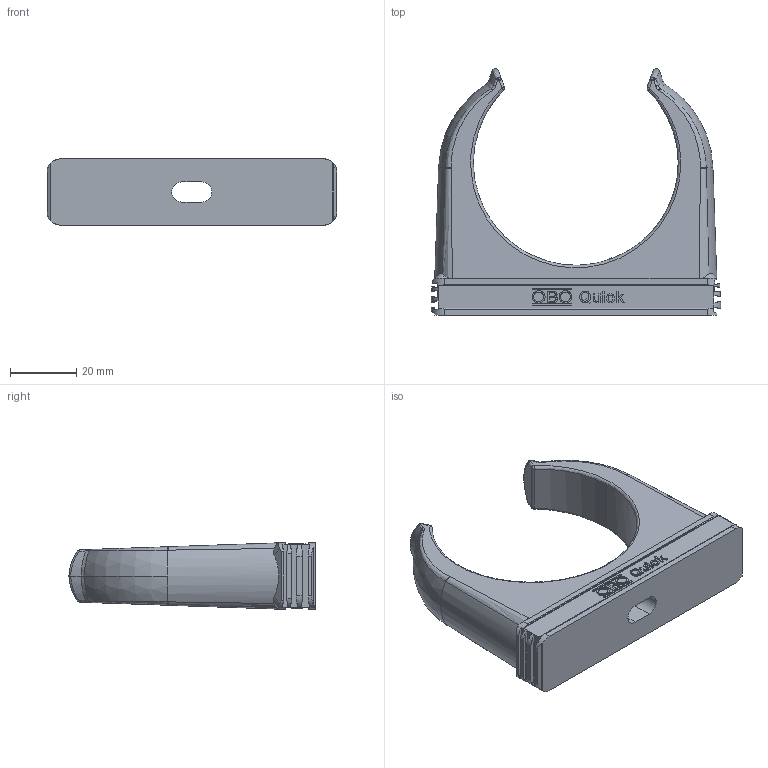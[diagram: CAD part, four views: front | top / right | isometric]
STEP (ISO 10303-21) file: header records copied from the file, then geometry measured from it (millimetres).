
FILE_DESCRIPTION((''),'2;1');
FILE_NAME('2149040','2012-08-08T',('AndreasKeweloh'),(''),'PRO/ENGINEER BY PARAMETRIC TECHNOLOGY CORPORATION, 2012130','PRO/ENGINEER BY PARAMETRIC TECHNOLOGY CORPORATION, 2012130','');
FILE_SCHEMA(('CONFIG_CONTROL_DESIGN'));
Length unit declared in the file: millimetre
Products named in the file (1): 2149040
Bounding box: 87.36 x 74.3 x 20 mm (x, y, z)
Volume: 49225.3 mm3; surface area: 13505 mm2
Topology: 1 solids, 1 shells, 592 faces, 1639 edges, 1070 vertices
Faces by surface type: plane 443, cylinder 71, bspline 62, extrusion 16
Entity records: 22945 total; most frequent: CARTESIAN_POINT 8437, ORIENTED_EDGE 3278, DIRECTION 2517, EDGE_CURVE 1639, VECTOR 1269, LINE 1253, VERTEX_POINT 1070, AXIS2_PLACEMENT_3D 624
